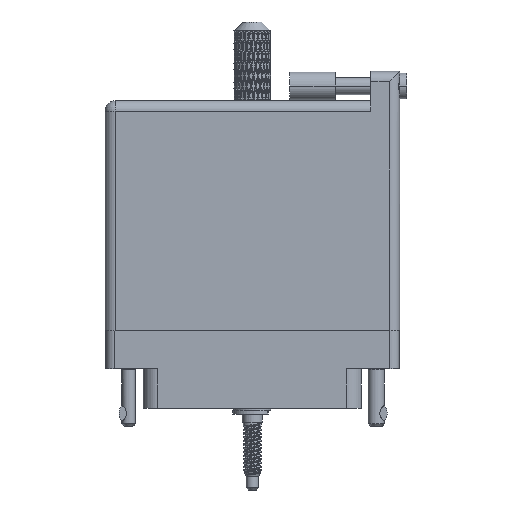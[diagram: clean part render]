
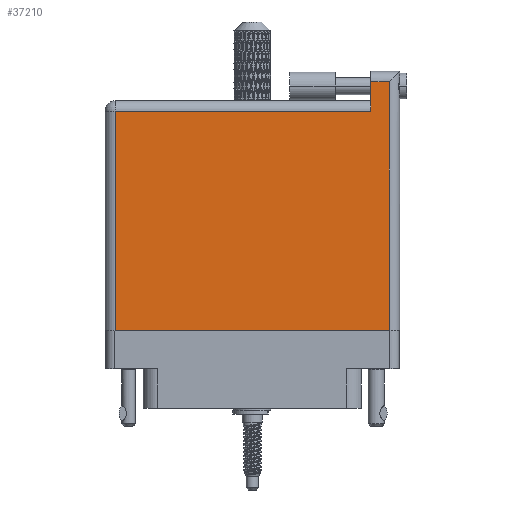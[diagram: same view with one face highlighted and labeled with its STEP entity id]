
A CAD part, front view. The second image highlights one B-rep face of the part: STEP entity #37210.
In plain terms, the highlighted face is planar.
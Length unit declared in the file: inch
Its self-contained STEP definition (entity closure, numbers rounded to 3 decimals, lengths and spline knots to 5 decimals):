
#1582 = DIRECTION ( 'NONE',  ( -1., 0., 0. ) ) ;
#3372 = DIRECTION ( 'NONE',  ( -1., 0., 0. ) ) ;
#4986 = CARTESIAN_POINT ( 'NONE',  ( 1.811, 1.766, 0. ) ) ;
#7750 = EDGE_CURVE ( 'NONE', #87210, #23439, #60544, .T. ) ;
#9113 = VERTEX_POINT ( 'NONE', #98387 ) ;
#9169 = ORIENTED_EDGE ( 'NONE', *, *, #104448, .T. ) ;
#10381 = LINE ( 'NONE', #88688, #57988 ) ;
#10726 = DIRECTION ( 'NONE',  ( -1., 0., 0. ) ) ;
#10950 = DIRECTION ( 'NONE',  ( 0., 1., 0. ) ) ;
#13060 = EDGE_CURVE ( 'NONE', #9113, #42126, #38900, .T. ) ;
#13185 = VERTEX_POINT ( 'NONE', #64844 ) ;
#13886 = CARTESIAN_POINT ( 'NONE',  ( 0., 0., 0. ) ) ;
#15661 = CARTESIAN_POINT ( 'NONE',  ( 0.07, 0., 0. ) ) ;
#19369 = CARTESIAN_POINT ( 'NONE',  ( 0., 1.696, 0. ) ) ;
#21390 = LINE ( 'NONE', #13886, #26321 ) ;
#22444 = ORIENTED_EDGE ( 'NONE', *, *, #80616, .T. ) ;
#23439 = VERTEX_POINT ( 'NONE', #111651 ) ;
#26055 = VECTOR ( 'NONE', #92494, 39.37008 ) ;
#26321 = VECTOR ( 'NONE', #31721, 39.37008 ) ;
#29195 = EDGE_CURVE ( 'NONE', #42126, #43372, #58485, .T. ) ;
#31721 = DIRECTION ( 'NONE',  ( 1., 0., 0. ) ) ;
#34632 = DIRECTION ( 'NONE',  ( 0., -1., 0. ) ) ;
#35354 = VECTOR ( 'NONE', #1582, 39.37008 ) ;
#37210 = ADVANCED_FACE ( 'NONE', ( #83372 ), #91441, .F. ) ;
#38900 = LINE ( 'NONE', #19369, #72827 ) ;
#39759 = EDGE_LOOP ( 'NONE', ( #41328, #9169, #103600, #96874, #22444, #48694 ) ) ;
#41328 = ORIENTED_EDGE ( 'NONE', *, *, #53220, .T. ) ;
#42126 = VERTEX_POINT ( 'NONE', #81852 ) ;
#43372 = VERTEX_POINT ( 'NONE', #103103 ) ;
#48694 = ORIENTED_EDGE ( 'NONE', *, *, #7750, .T. ) ;
#53220 = EDGE_CURVE ( 'NONE', #23439, #13185, #21390, .T. ) ;
#56310 = DIRECTION ( 'NONE',  ( 0., 0., -1. ) ) ;
#57423 = VECTOR ( 'NONE', #34632, 39.37008 ) ;
#57988 = VECTOR ( 'NONE', #10950, 39.37008 ) ;
#58485 = LINE ( 'NONE', #4986, #26055 ) ;
#60544 = LINE ( 'NONE', #15661, #57423 ) ;
#64844 = CARTESIAN_POINT ( 'NONE',  ( 1.938, 0., 0. ) ) ;
#72827 = VECTOR ( 'NONE', #10726, 39.37008 ) ;
#72970 = LINE ( 'NONE', #105775, #35354 ) ;
#80616 = EDGE_CURVE ( 'NONE', #43372, #87210, #72970, .T. ) ;
#81852 = CARTESIAN_POINT ( 'NONE',  ( 1.811, 1.696, 0. ) ) ;
#83372 = FACE_OUTER_BOUND ( 'NONE', #39759, .T. ) ;
#87210 = VERTEX_POINT ( 'NONE', #108948 ) ;
#88688 = CARTESIAN_POINT ( 'NONE',  ( 1.938, 1.766, 0. ) ) ;
#91441 = PLANE ( 'NONE',  #95187 ) ;
#92494 = DIRECTION ( 'NONE',  ( 0., -1., 0. ) ) ;
#93147 = CARTESIAN_POINT ( 'NONE',  ( 0., 1.566, 0. ) ) ;
#95187 = AXIS2_PLACEMENT_3D ( 'NONE', #93147, #56310, #3372 ) ;
#96874 = ORIENTED_EDGE ( 'NONE', *, *, #29195, .T. ) ;
#98387 = CARTESIAN_POINT ( 'NONE',  ( 1.938, 1.696, 0. ) ) ;
#103103 = CARTESIAN_POINT ( 'NONE',  ( 1.811, 1.496, 0. ) ) ;
#103600 = ORIENTED_EDGE ( 'NONE', *, *, #13060, .T. ) ;
#104448 = EDGE_CURVE ( 'NONE', #13185, #9113, #10381, .T. ) ;
#105775 = CARTESIAN_POINT ( 'NONE',  ( 0., 1.496, 0. ) ) ;
#108948 = CARTESIAN_POINT ( 'NONE',  ( 0.07, 1.496, 0. ) ) ;
#111651 = CARTESIAN_POINT ( 'NONE',  ( 0.07, 0., 0. ) ) ;
